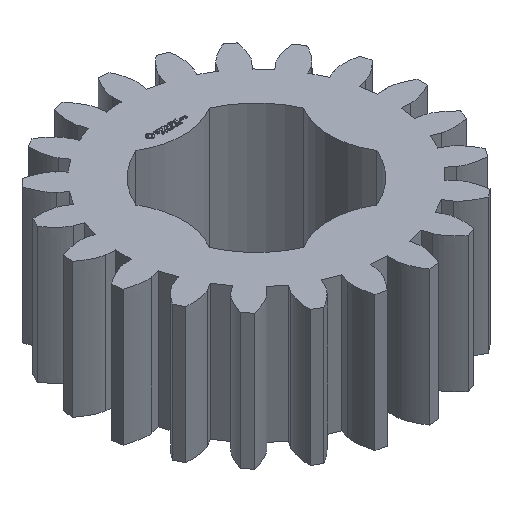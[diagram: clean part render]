
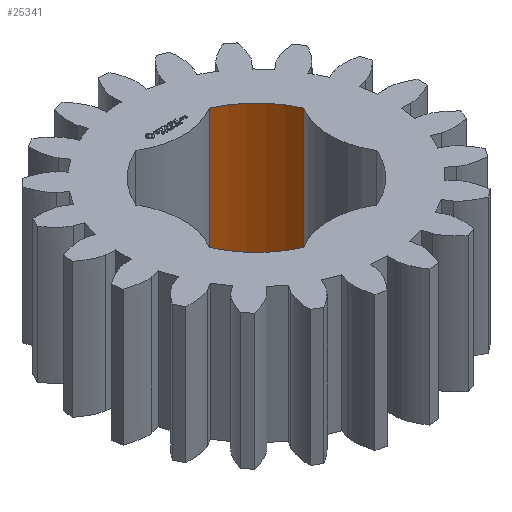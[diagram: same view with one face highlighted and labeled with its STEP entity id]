
A CAD part, isometric view. The second image highlights one B-rep face of the part: STEP entity #25341.
In plain terms, the highlighted cylindrical face has radius 6.35 mm (diameter 12.7 mm), a partial arc.
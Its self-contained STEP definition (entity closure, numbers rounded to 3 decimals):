
#93 = PLANE('',#94);
#94 = AXIS2_PLACEMENT_3D('',#95,#96,#97);
#95 = CARTESIAN_POINT('',(0.,0.,9.375));
#96 = DIRECTION('',(0.,0.,1.));
#97 = DIRECTION('',(1.,0.,0.));
#168 = PLANE('',#169);
#169 = AXIS2_PLACEMENT_3D('',#170,#171,#172);
#170 = CARTESIAN_POINT('',(0.,0.,0.));
#171 = DIRECTION('',(0.,0.,1.));
#172 = DIRECTION('',(1.,0.,0.));
#6236 = VERTEX_POINT('',#6237);
#6237 = CARTESIAN_POINT('',(2.55,5.816,0.));
#6252 = CYLINDRICAL_SURFACE('',#6253,4.9);
#6253 = AXIS2_PLACEMENT_3D('',#6254,#6255,#6256);
#6254 = CARTESIAN_POINT('',(0.,10.,0.));
#6255 = DIRECTION('',(0.,-0.,-1.));
#6256 = DIRECTION('',(0.707,0.707,0.));
#6264 = EDGE_CURVE('',#6265,#6236,#6267,.T.);
#6265 = VERTEX_POINT('',#6266);
#6266 = CARTESIAN_POINT('',(5.816,2.55,0.));
#6267 = SURFACE_CURVE('',#6268,(#6273,#6280),.PCURVE_S1.);
#6268 = CIRCLE('',#6269,6.35);
#6269 = AXIS2_PLACEMENT_3D('',#6270,#6271,#6272);
#6270 = CARTESIAN_POINT('',(0.,0.,0.));
#6271 = DIRECTION('',(0.,-0.,1.));
#6272 = DIRECTION('',(0.707,0.707,0.));
#6273 = PCURVE('',#168,#6274);
#6274 = DEFINITIONAL_REPRESENTATION('',(#6275),#6279);
#6275 = CIRCLE('',#6276,6.35);
#6276 = AXIS2_PLACEMENT_2D('',#6277,#6278);
#6277 = CARTESIAN_POINT('',(0.,0.));
#6278 = DIRECTION('',(0.707,0.707));
#6279 = ( GEOMETRIC_REPRESENTATION_CONTEXT(2) 
PARAMETRIC_REPRESENTATION_CONTEXT() REPRESENTATION_CONTEXT('2D SPACE',''
  ) );
#6280 = PCURVE('',#6281,#6286);
#6281 = CYLINDRICAL_SURFACE('',#6282,6.35);
#6282 = AXIS2_PLACEMENT_3D('',#6283,#6284,#6285);
#6283 = CARTESIAN_POINT('',(0.,0.,0.));
#6284 = DIRECTION('',(0.,-0.,-1.));
#6285 = DIRECTION('',(0.707,0.707,0.));
#6286 = DEFINITIONAL_REPRESENTATION('',(#6287),#6291);
#6287 = LINE('',#6288,#6289);
#6288 = CARTESIAN_POINT('',(-0.,0.));
#6289 = VECTOR('',#6290,1.);
#6290 = DIRECTION('',(-1.,0.));
#6291 = ( GEOMETRIC_REPRESENTATION_CONTEXT(2) 
PARAMETRIC_REPRESENTATION_CONTEXT() REPRESENTATION_CONTEXT('2D SPACE',''
  ) );
#6310 = CYLINDRICAL_SURFACE('',#6311,4.9);
#6311 = AXIS2_PLACEMENT_3D('',#6312,#6313,#6314);
#6312 = CARTESIAN_POINT('',(10.,0.,0.));
#6313 = DIRECTION('',(0.,-0.,-1.));
#6314 = DIRECTION('',(0.707,0.707,0.));
#10658 = VERTEX_POINT('',#10659);
#10659 = CARTESIAN_POINT('',(2.55,5.816,9.375));
#10681 = EDGE_CURVE('',#10682,#10658,#10684,.T.);
#10682 = VERTEX_POINT('',#10683);
#10683 = CARTESIAN_POINT('',(5.816,2.55,9.375));
#10684 = SURFACE_CURVE('',#10685,(#10690,#10697),.PCURVE_S1.);
#10685 = CIRCLE('',#10686,6.35);
#10686 = AXIS2_PLACEMENT_3D('',#10687,#10688,#10689);
#10687 = CARTESIAN_POINT('',(0.,0.,9.375
    ));
#10688 = DIRECTION('',(0.,-0.,1.));
#10689 = DIRECTION('',(0.707,0.707,0.));
#10690 = PCURVE('',#93,#10691);
#10691 = DEFINITIONAL_REPRESENTATION('',(#10692),#10696);
#10692 = CIRCLE('',#10693,6.35);
#10693 = AXIS2_PLACEMENT_2D('',#10694,#10695);
#10694 = CARTESIAN_POINT('',(0.,0.));
#10695 = DIRECTION('',(0.707,0.707));
#10696 = ( GEOMETRIC_REPRESENTATION_CONTEXT(2) 
PARAMETRIC_REPRESENTATION_CONTEXT() REPRESENTATION_CONTEXT('2D SPACE',''
  ) );
#10697 = PCURVE('',#6281,#10698);
#10698 = DEFINITIONAL_REPRESENTATION('',(#10699),#10703);
#10699 = LINE('',#10700,#10701);
#10700 = CARTESIAN_POINT('',(-0.,-9.375));
#10701 = VECTOR('',#10702,1.);
#10702 = DIRECTION('',(-1.,0.));
#10703 = ( GEOMETRIC_REPRESENTATION_CONTEXT(2) 
PARAMETRIC_REPRESENTATION_CONTEXT() REPRESENTATION_CONTEXT('2D SPACE',''
  ) );
#25318 = EDGE_CURVE('',#6265,#10682,#25319,.T.);
#25319 = SURFACE_CURVE('',#25320,(#25324,#25331),.PCURVE_S1.);
#25320 = LINE('',#25321,#25322);
#25321 = CARTESIAN_POINT('',(5.816,2.55,0.));
#25322 = VECTOR('',#25323,1.);
#25323 = DIRECTION('',(0.,0.,1.));
#25324 = PCURVE('',#6310,#25325);
#25325 = DEFINITIONAL_REPRESENTATION('',(#25326),#25330);
#25326 = LINE('',#25327,#25328);
#25327 = CARTESIAN_POINT('',(-1.809,0.));
#25328 = VECTOR('',#25329,1.);
#25329 = DIRECTION('',(-0.,-1.));
#25330 = ( GEOMETRIC_REPRESENTATION_CONTEXT(2) 
PARAMETRIC_REPRESENTATION_CONTEXT() REPRESENTATION_CONTEXT('2D SPACE',''
  ) );
#25331 = PCURVE('',#6281,#25332);
#25332 = DEFINITIONAL_REPRESENTATION('',(#25333),#25337);
#25333 = LINE('',#25334,#25335);
#25334 = CARTESIAN_POINT('',(-5.911,0.));
#25335 = VECTOR('',#25336,1.);
#25336 = DIRECTION('',(-0.,-1.));
#25337 = ( GEOMETRIC_REPRESENTATION_CONTEXT(2) 
PARAMETRIC_REPRESENTATION_CONTEXT() REPRESENTATION_CONTEXT('2D SPACE',''
  ) );
#25341 = ADVANCED_FACE('',(#25342),#6281,.F.);
#25342 = FACE_BOUND('',#25343,.T.);
#25343 = EDGE_LOOP('',(#25344,#25345,#25346,#25367));
#25344 = ORIENTED_EDGE('',*,*,#25318,.T.);
#25345 = ORIENTED_EDGE('',*,*,#10681,.T.);
#25346 = ORIENTED_EDGE('',*,*,#25347,.F.);
#25347 = EDGE_CURVE('',#6236,#10658,#25348,.T.);
#25348 = SURFACE_CURVE('',#25349,(#25353,#25360),.PCURVE_S1.);
#25349 = LINE('',#25350,#25351);
#25350 = CARTESIAN_POINT('',(2.55,5.816,0.));
#25351 = VECTOR('',#25352,1.);
#25352 = DIRECTION('',(0.,0.,1.));
#25353 = PCURVE('',#6281,#25354);
#25354 = DEFINITIONAL_REPRESENTATION('',(#25355),#25359);
#25355 = LINE('',#25356,#25357);
#25356 = CARTESIAN_POINT('',(-6.655,0.));
#25357 = VECTOR('',#25358,1.);
#25358 = DIRECTION('',(-0.,-1.));
#25359 = ( GEOMETRIC_REPRESENTATION_CONTEXT(2) 
PARAMETRIC_REPRESENTATION_CONTEXT() REPRESENTATION_CONTEXT('2D SPACE',''
  ) );
#25360 = PCURVE('',#6252,#25361);
#25361 = DEFINITIONAL_REPRESENTATION('',(#25362),#25366);
#25362 = LINE('',#25363,#25364);
#25363 = CARTESIAN_POINT('',(-4.474,0.));
#25364 = VECTOR('',#25365,1.);
#25365 = DIRECTION('',(-0.,-1.));
#25366 = ( GEOMETRIC_REPRESENTATION_CONTEXT(2) 
PARAMETRIC_REPRESENTATION_CONTEXT() REPRESENTATION_CONTEXT('2D SPACE',''
  ) );
#25367 = ORIENTED_EDGE('',*,*,#6264,.F.);
